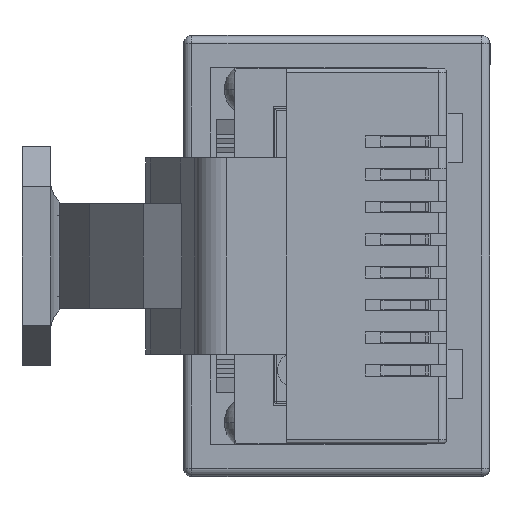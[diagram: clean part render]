
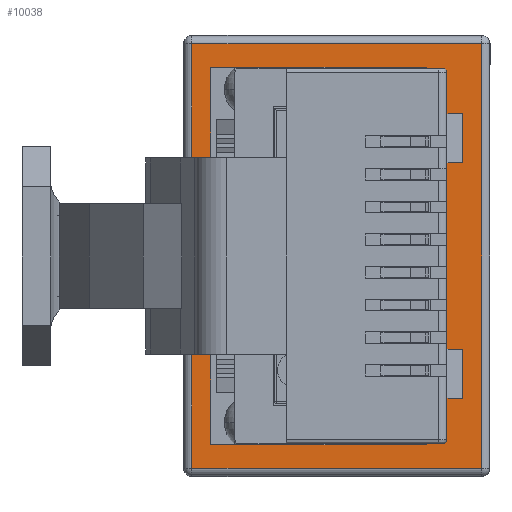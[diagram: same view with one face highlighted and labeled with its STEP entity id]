
A CAD part, left-side view. The second image highlights one B-rep face of the part: STEP entity #10038.
In plain terms, the highlighted face is planar.
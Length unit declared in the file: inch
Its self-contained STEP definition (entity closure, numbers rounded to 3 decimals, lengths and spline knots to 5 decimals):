
#2025 = DIRECTION ( 'NONE',  ( -1., 0., 0. ) ) ;
#2026 = VECTOR ( 'NONE', #2025, 39.37008 ) ;
#2027 = CARTESIAN_POINT ( 'NONE',  ( 0.23089, -0.1095, -0.64328 ) ) ;
#2028 = LINE ( 'NONE', #2027, #2026 ) ;
#2109 = CARTESIAN_POINT ( 'NONE',  ( 0.23089, -0.1095, -0.64328 ) ) ;
#2116 = CARTESIAN_POINT ( 'NONE',  ( 0.04261, -0.1095, -0.64328 ) ) ;
#6815 = EDGE_CURVE ( 'NONE', #6838, #6839, #2028, .T. ) ;
#6838 = VERTEX_POINT ( 'NONE', #2109 ) ;
#6839 = VERTEX_POINT ( 'NONE', #2116 ) ;
#10034 = EDGE_CURVE ( 'NONE', #10095, #10078, #15502, .T. ) ;
#10035 = EDGE_CURVE ( 'NONE', #10037, #10079, #15566, .T. ) ;
#10036 = ORIENTED_EDGE ( 'NONE', *, *, #10035, .T. ) ;
#10037 = VERTEX_POINT ( 'NONE', #15561 ) ;
#10038 = ADVANCED_FACE ( 'NONE', ( #15504 ), #15521, .F. ) ;
#10039 = VERTEX_POINT ( 'NONE', #15511 ) ;
#10042 = EDGE_LOOP ( 'NONE', ( #10051, #10036, #10073, #10104, #10100, #10102, #10084, #10048, #10097, #10064, #10068, #10070, #10213, #10168 ) ) ;
#10048 = ORIENTED_EDGE ( 'NONE', *, *, #6815, .F. ) ;
#10049 = EDGE_CURVE ( 'NONE', #10054, #6838, #15549, .T. ) ;
#10051 = ORIENTED_EDGE ( 'NONE', *, *, #10071, .T. ) ;
#10052 = EDGE_CURVE ( 'NONE', #10095, #6839, #15538, .T. ) ;
#10054 = VERTEX_POINT ( 'NONE', #15601 ) ;
#10056 = EDGE_CURVE ( 'NONE', #10039, #10099, #15595, .T. ) ;
#10058 = VERTEX_POINT ( 'NONE', #15596 ) ;
#10064 = ORIENTED_EDGE ( 'NONE', *, *, #10082, .F. ) ;
#10068 = ORIENTED_EDGE ( 'NONE', *, *, #10080, .T. ) ;
#10070 = ORIENTED_EDGE ( 'NONE', *, *, #10222, .T. ) ;
#10071 = EDGE_CURVE ( 'NONE', #10099, #10037, #15579, .T. ) ;
#10073 = ORIENTED_EDGE ( 'NONE', *, *, #10092, .F. ) ;
#10078 = VERTEX_POINT ( 'NONE', #15636 ) ;
#10079 = VERTEX_POINT ( 'NONE', #15630 ) ;
#10080 = EDGE_CURVE ( 'NONE', #10083, #10058, #15638, .T. ) ;
#10082 = EDGE_CURVE ( 'NONE', #10083, #10054, #15616, .T. ) ;
#10083 = VERTEX_POINT ( 'NONE', #15622 ) ;
#10084 = ORIENTED_EDGE ( 'NONE', *, *, #10052, .T. ) ;
#10086 = EDGE_CURVE ( 'NONE', #10088, #10094, #15628, .T. ) ;
#10088 = VERTEX_POINT ( 'NONE', #15681 ) ;
#10089 = VERTEX_POINT ( 'NONE', #15674 ) ;
#10092 = EDGE_CURVE ( 'NONE', #10094, #10079, #15611, .T. ) ;
#10094 = VERTEX_POINT ( 'NONE', #15672 ) ;
#10095 = VERTEX_POINT ( 'NONE', #15670 ) ;
#10097 = ORIENTED_EDGE ( 'NONE', *, *, #10049, .F. ) ;
#10099 = VERTEX_POINT ( 'NONE', #15675 ) ;
#10100 = ORIENTED_EDGE ( 'NONE', *, *, #10103, .F. ) ;
#10102 = ORIENTED_EDGE ( 'NONE', *, *, #10034, .F. ) ;
#10103 = EDGE_CURVE ( 'NONE', #10078, #10088, #15661, .T. ) ;
#10104 = ORIENTED_EDGE ( 'NONE', *, *, #10086, .F. ) ;
#10168 = ORIENTED_EDGE ( 'NONE', *, *, #10056, .T. ) ;
#10213 = ORIENTED_EDGE ( 'NONE', *, *, #10216, .T. ) ;
#10216 = EDGE_CURVE ( 'NONE', #10089, #10039, #15913, .T. ) ;
#10222 = EDGE_CURVE ( 'NONE', #10058, #10089, #15897, .T. ) ;
#15499 = DIRECTION ( 'NONE',  ( -1., 0., 0. ) ) ;
#15500 = VECTOR ( 'NONE', #15499, 39.37008 ) ;
#15501 = CARTESIAN_POINT ( 'NONE',  ( 0.23089, -0.1095, -0.64328 ) ) ;
#15502 = LINE ( 'NONE', #15501, #15500 ) ;
#15503 = AXIS2_PLACEMENT_3D ( 'NONE', #15515, #15560, #15559 ) ;
#15504 = FACE_OUTER_BOUND ( 'NONE', #10042, .T. ) ;
#15511 = CARTESIAN_POINT ( 'NONE',  ( 0.26, -0.1775, -0.64328 ) ) ;
#15515 = CARTESIAN_POINT ( 'NONE',  ( -0.27, 0.1875, -0.64328 ) ) ;
#15521 = PLANE ( 'NONE',  #15503 ) ;
#15533 = DIRECTION ( 'NONE',  ( 0., 0., 1. ) ) ;
#15534 = CARTESIAN_POINT ( 'NONE',  ( 0., 0., -0.64328 ) ) ;
#15536 = AXIS2_PLACEMENT_3D ( 'NONE', #15534, #15533, #15602 ) ;
#15538 = CIRCLE ( 'NONE', #15536, 0.1175 ) ;
#15540 = DIRECTION ( 'NONE',  ( 0., -1., 0. ) ) ;
#15541 = VECTOR ( 'NONE', #15540, 39.37008 ) ;
#15542 = CARTESIAN_POINT ( 'NONE',  ( 0.23089, -0.1095, -0.64328 ) ) ;
#15549 = LINE ( 'NONE', #15542, #15541 ) ;
#15559 = DIRECTION ( 'NONE',  ( 1., 0., 0. ) ) ;
#15560 = DIRECTION ( 'NONE',  ( 0., 0., 1. ) ) ;
#15561 = CARTESIAN_POINT ( 'NONE',  ( -0.26, 0.1775, -0.64328 ) ) ;
#15562 = DIRECTION ( 'NONE',  ( 1., 0., 0. ) ) ;
#15563 = VECTOR ( 'NONE', #15562, 39.37008 ) ;
#15565 = CARTESIAN_POINT ( 'NONE',  ( -0.27, 0.1775, -0.64328 ) ) ;
#15566 = LINE ( 'NONE', #15565, #15563 ) ;
#15568 = DIRECTION ( 'NONE',  ( 0., 1., 0. ) ) ;
#15569 = VECTOR ( 'NONE', #15568, 39.37008 ) ;
#15578 = CARTESIAN_POINT ( 'NONE',  ( -0.26, 0.1875, -0.64328 ) ) ;
#15579 = LINE ( 'NONE', #15578, #15569 ) ;
#15589 = DIRECTION ( 'NONE',  ( -1., 0., 0. ) ) ;
#15590 = VECTOR ( 'NONE', #15589, 39.37008 ) ;
#15594 = CARTESIAN_POINT ( 'NONE',  ( -0.27, -0.1775, -0.64328 ) ) ;
#15595 = LINE ( 'NONE', #15594, #15590 ) ;
#15596 = CARTESIAN_POINT ( 'NONE',  ( 0.095, 0.1775, -0.64328 ) ) ;
#15601 = CARTESIAN_POINT ( 'NONE',  ( 0.23089, 0.1545, -0.64328 ) ) ;
#15602 = DIRECTION ( 'NONE',  ( 1., 0., 0. ) ) ;
#15606 = VECTOR ( 'NONE', #15682, 39.37008 ) ;
#15611 = LINE ( 'NONE', #15669, #15668 ) ;
#15613 = DIRECTION ( 'NONE',  ( 1., 0., 0. ) ) ;
#15614 = VECTOR ( 'NONE', #15613, 39.37008 ) ;
#15615 = CARTESIAN_POINT ( 'NONE',  ( 0.23089, 0.1545, -0.64328 ) ) ;
#15616 = LINE ( 'NONE', #15615, #15614 ) ;
#15622 = CARTESIAN_POINT ( 'NONE',  ( 0.095, 0.1545, -0.64328 ) ) ;
#15625 = DIRECTION ( 'NONE',  ( 0., 1., 0. ) ) ;
#15626 = VECTOR ( 'NONE', #15625, 39.37008 ) ;
#15627 = CARTESIAN_POINT ( 'NONE',  ( 0.23089, 0.1545, -0.64328 ) ) ;
#15628 = LINE ( 'NONE', #15627, #15606 ) ;
#15630 = CARTESIAN_POINT ( 'NONE',  ( -0.095, 0.1775, -0.64328 ) ) ;
#15636 = CARTESIAN_POINT ( 'NONE',  ( -0.23089, -0.1095, -0.64328 ) ) ;
#15637 = CARTESIAN_POINT ( 'NONE',  ( 0.095, -0.39352, -0.64328 ) ) ;
#15638 = LINE ( 'NONE', #15637, #15626 ) ;
#15658 = DIRECTION ( 'NONE',  ( 0., 1., 0. ) ) ;
#15659 = VECTOR ( 'NONE', #15658, 39.37008 ) ;
#15660 = CARTESIAN_POINT ( 'NONE',  ( -0.23089, -0.1095, -0.64328 ) ) ;
#15661 = LINE ( 'NONE', #15660, #15659 ) ;
#15666 = DIRECTION ( 'NONE',  ( 0., 1., 0. ) ) ;
#15668 = VECTOR ( 'NONE', #15666, 39.37008 ) ;
#15669 = CARTESIAN_POINT ( 'NONE',  ( -0.095, -0.39352, -0.64328 ) ) ;
#15670 = CARTESIAN_POINT ( 'NONE',  ( -0.04261, -0.1095, -0.64328 ) ) ;
#15672 = CARTESIAN_POINT ( 'NONE',  ( -0.095, 0.1545, -0.64328 ) ) ;
#15674 = CARTESIAN_POINT ( 'NONE',  ( 0.26, 0.1775, -0.64328 ) ) ;
#15675 = CARTESIAN_POINT ( 'NONE',  ( -0.26, -0.1775, -0.64328 ) ) ;
#15681 = CARTESIAN_POINT ( 'NONE',  ( -0.23089, 0.1545, -0.64328 ) ) ;
#15682 = DIRECTION ( 'NONE',  ( 1., 0., 0. ) ) ;
#15894 = DIRECTION ( 'NONE',  ( 1., 0., 0. ) ) ;
#15895 = VECTOR ( 'NONE', #15894, 39.37008 ) ;
#15896 = CARTESIAN_POINT ( 'NONE',  ( -0.27, 0.1775, -0.64328 ) ) ;
#15897 = LINE ( 'NONE', #15896, #15895 ) ;
#15902 = DIRECTION ( 'NONE',  ( 0., -1., 0. ) ) ;
#15903 = VECTOR ( 'NONE', #15902, 39.37008 ) ;
#15904 = CARTESIAN_POINT ( 'NONE',  ( 0.26, 0.1875, -0.64328 ) ) ;
#15913 = LINE ( 'NONE', #15904, #15903 ) ;
